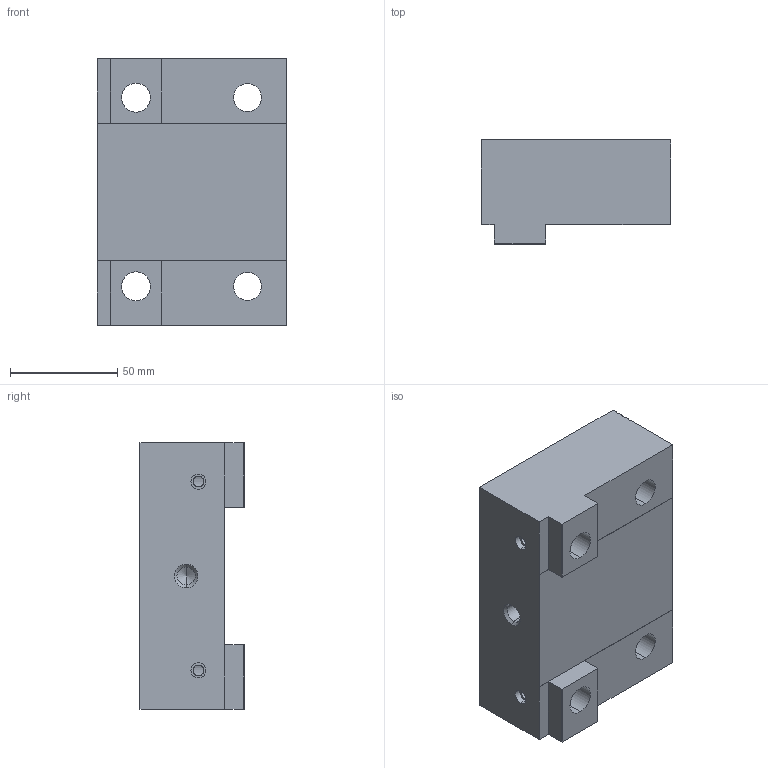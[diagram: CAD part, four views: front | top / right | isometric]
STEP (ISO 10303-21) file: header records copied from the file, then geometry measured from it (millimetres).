
FILE_DESCRIPTION (( 'STEP AP214' ), '1' );
FILE_NAME ('1701.120.stp', '2018-03-21T07:19:50', ( '' ), ( '' ), 'SwSTEP 2.0', 'SolidWorks 2016', '' );
FILE_SCHEMA (( 'AUTOMOTIVE_DESIGN' ));
Length unit declared in the file: millimetre
Products named in the file (1): 1701.120
Bounding box: 88.2 x 48.5 x 124.4 mm (x, y, z)
Volume: 409554.4 mm3; surface area: 48883.3 mm2
Topology: 1 solids, 1 shells, 215 faces, 551 edges, 365 vertices
Faces by surface type: plane 185, cylinder 26, cone 4
Entity records: 6579 total; most frequent: CARTESIAN_POINT 1250, ORIENTED_EDGE 1098, DIRECTION 1027, EDGE_CURVE 549, VECTOR 495, LINE 495, VERTEX_POINT 365, AXIS2_PLACEMENT_3D 266
